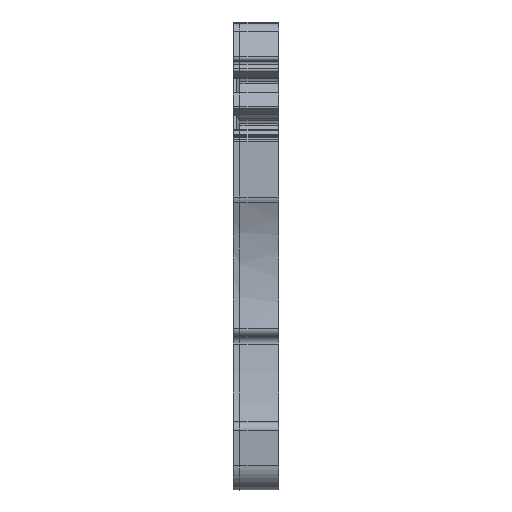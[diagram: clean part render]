
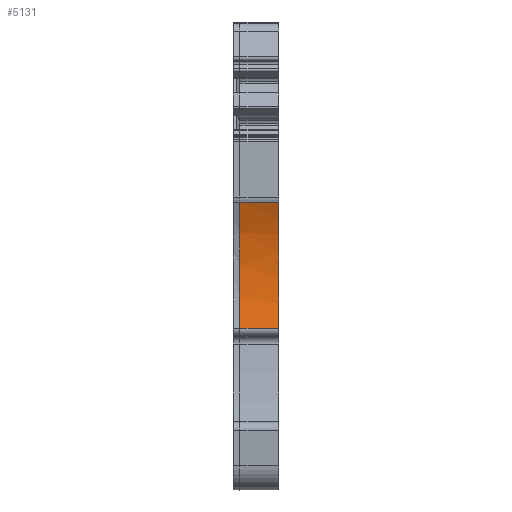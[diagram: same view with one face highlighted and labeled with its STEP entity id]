
A CAD part, front view. The second image highlights one B-rep face of the part: STEP entity #5131.
In plain terms, the highlighted cylindrical face has radius 15 mm (diameter 30 mm), a partial arc.
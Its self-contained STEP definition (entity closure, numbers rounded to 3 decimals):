
#1913=AXIS2_PLACEMENT_3D('Circle Axis2P3D',#1911,#1912,$) ;
#5096=AXIS2_PLACEMENT_3D('Cylinder Axis2P3D',#5093,#5094,#5095) ;
#5107=AXIS2_PLACEMENT_3D('Circle Axis2P3D',#5105,#5106,$) ;
#5114=AXIS2_PLACEMENT_3D('Circle Axis2P3D',#5112,#5113,$) ;
#1908=CARTESIAN_POINT('Vertex',(0.5,0.831,12.527)) ;
#1911=CARTESIAN_POINT('Axis2P3D Location',(0.5,-13.679,16.328)) ;
#1915=CARTESIAN_POINT('Vertex',(0.5,0.083,22.297)) ;
#5093=CARTESIAN_POINT('Axis2P3D Location',(1.75,-13.679,16.328)) ;
#5098=CARTESIAN_POINT('Line Origine',(1.75,0.831,12.527)) ;
#5102=CARTESIAN_POINT('Vertex',(3.5,0.831,12.527)) ;
#5105=CARTESIAN_POINT('Axis2P3D Location',(3.5,-13.679,16.328)) ;
#5109=CARTESIAN_POINT('Vertex',(3.5,1.171,18.445)) ;
#5112=CARTESIAN_POINT('Axis2P3D Location',(3.5,-13.679,16.328)) ;
#5116=CARTESIAN_POINT('Vertex',(3.5,0.083,22.297)) ;
#5119=CARTESIAN_POINT('Line Origine',(1.75,0.083,22.297)) ;
#1912=DIRECTION('Axis2P3D Direction',(-1.,0.,0.)) ;
#5094=DIRECTION('Axis2P3D Direction',(-1.,0.,0.)) ;
#5095=DIRECTION('Axis2P3D XDirection',(0.,0.917,0.398)) ;
#5099=DIRECTION('Vector Direction',(-1.,0.,0.)) ;
#5106=DIRECTION('Axis2P3D Direction',(-1.,0.,0.)) ;
#5113=DIRECTION('Axis2P3D Direction',(-1.,0.,0.)) ;
#5120=DIRECTION('Vector Direction',(-1.,0.,0.)) ;
#5100=VECTOR('Line Direction',#5099,1.) ;
#5121=VECTOR('Line Direction',#5120,1.) ;
#5125=ORIENTED_EDGE('',*,*,#1917,.T.) ;
#5126=ORIENTED_EDGE('',*,*,#5104,.T.) ;
#5127=ORIENTED_EDGE('',*,*,#5111,.T.) ;
#5128=ORIENTED_EDGE('',*,*,#5118,.T.) ;
#5129=ORIENTED_EDGE('',*,*,#5123,.T.) ;
#5131=ADVANCED_FACE('KLTR ZPE1.5/4AN.1\\Hauptk\X2\00F6\X0\rper',(#5130),#5097,.F.) ;
#1914=CIRCLE('generated circle',#1913,15.) ;
#5108=CIRCLE('generated circle',#5107,15.) ;
#5115=CIRCLE('generated circle',#5114,15.) ;
#5097=CYLINDRICAL_SURFACE('generated cylinder',#5096,15.) ;
#1917=EDGE_CURVE('',#1916,#1909,#1914,.T.) ;
#5104=EDGE_CURVE('',#1909,#5103,#5101,.F.) ;
#5111=EDGE_CURVE('',#5103,#5110,#5108,.F.) ;
#5118=EDGE_CURVE('',#5110,#5117,#5115,.F.) ;
#5123=EDGE_CURVE('',#5117,#1916,#5122,.T.) ;
#5124=EDGE_LOOP('',(#5125,#5126,#5127,#5128,#5129)) ;
#5130=FACE_OUTER_BOUND('',#5124,.T.) ;
#5101=LINE('Line',#5098,#5100) ;
#5122=LINE('Line',#5119,#5121) ;
#1909=VERTEX_POINT('',#1908) ;
#1916=VERTEX_POINT('',#1915) ;
#5103=VERTEX_POINT('',#5102) ;
#5110=VERTEX_POINT('',#5109) ;
#5117=VERTEX_POINT('',#5116) ;
